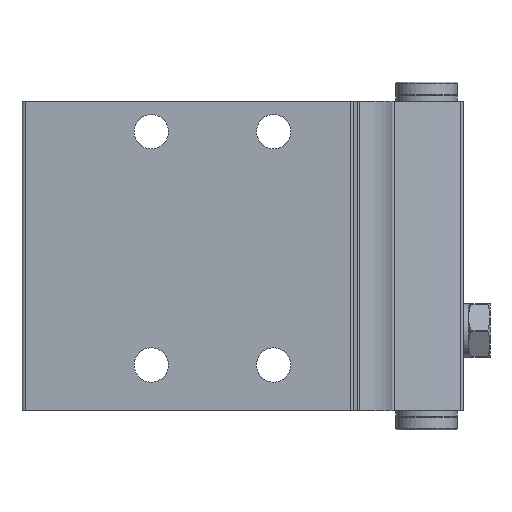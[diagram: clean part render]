
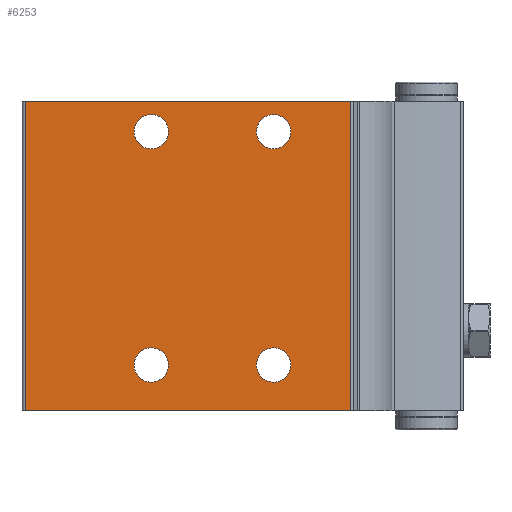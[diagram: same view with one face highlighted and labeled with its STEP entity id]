
A CAD part, front view. The second image highlights one B-rep face of the part: STEP entity #6253.
In plain terms, the highlighted planar face has unit normal (0, -1, 0).
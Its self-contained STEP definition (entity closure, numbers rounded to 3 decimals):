
#138=LINE('',#9962,#697);
#139=LINE('',#9972,#698);
#140=LINE('',#9974,#699);
#141=LINE('',#9976,#700);
#697=VECTOR('',#7839,1000.);
#698=VECTOR('',#7850,1000.);
#699=VECTOR('',#7851,1000.);
#700=VECTOR('',#7852,1000.);
#1241=PLANE('',#7112);
#1497=CIRCLE('',#7113,2.25);
#1498=CIRCLE('',#7114,2.25);
#1499=CIRCLE('',#7115,2.25);
#1500=CIRCLE('',#7116,2.25);
#1804=ORIENTED_EDGE('',*,*,#3502,.F.);
#1805=ORIENTED_EDGE('',*,*,#3503,.F.);
#1806=ORIENTED_EDGE('',*,*,#3504,.F.);
#1807=ORIENTED_EDGE('',*,*,#3505,.F.);
#1808=ORIENTED_EDGE('',*,*,#3506,.F.);
#1809=ORIENTED_EDGE('',*,*,#3501,.F.);
#1810=ORIENTED_EDGE('',*,*,#3507,.T.);
#1811=ORIENTED_EDGE('',*,*,#3508,.T.);
#3501=EDGE_CURVE('',#4345,#4344,#138,.T.);
#3502=EDGE_CURVE('',#4346,#4346,#1497,.T.);
#3503=EDGE_CURVE('',#4347,#4347,#1498,.T.);
#3504=EDGE_CURVE('',#4348,#4348,#1499,.T.);
#3505=EDGE_CURVE('',#4349,#4349,#1500,.T.);
#3506=EDGE_CURVE('',#4344,#4350,#139,.T.);
#3507=EDGE_CURVE('',#4345,#4351,#140,.T.);
#3508=EDGE_CURVE('',#4351,#4350,#141,.T.);
#4344=VERTEX_POINT('',#9959);
#4345=VERTEX_POINT('',#9961);
#4346=VERTEX_POINT('',#9965);
#4347=VERTEX_POINT('',#9967);
#4348=VERTEX_POINT('',#9969);
#4349=VERTEX_POINT('',#9971);
#4350=VERTEX_POINT('',#9973);
#4351=VERTEX_POINT('',#9975);
#5003=EDGE_LOOP('',(#1804));
#5004=EDGE_LOOP('',(#1805));
#5005=EDGE_LOOP('',(#1806));
#5006=EDGE_LOOP('',(#1807));
#5007=EDGE_LOOP('',(#1808,#1809,#1810,#1811));
#5584=FACE_BOUND('',#5003,.T.);
#5585=FACE_BOUND('',#5004,.T.);
#5586=FACE_BOUND('',#5005,.T.);
#5587=FACE_BOUND('',#5006,.T.);
#5588=FACE_BOUND('',#5007,.T.);
#6253=ADVANCED_FACE('',(#5584,#5585,#5586,#5587,#5588),#1241,.T.);
#7112=AXIS2_PLACEMENT_3D('',#9963,#7840,#7841);
#7113=AXIS2_PLACEMENT_3D('',#9964,#7842,#7843);
#7114=AXIS2_PLACEMENT_3D('',#9966,#7844,#7845);
#7115=AXIS2_PLACEMENT_3D('',#9968,#7846,#7847);
#7116=AXIS2_PLACEMENT_3D('',#9970,#7848,#7849);
#7839=DIRECTION('',(0.,0.,1.));
#7840=DIRECTION('',(0.,-1.,0.));
#7841=DIRECTION('',(0.,0.,-1.));
#7842=DIRECTION('',(0.,-1.,0.));
#7843=DIRECTION('',(0.,0.,-1.));
#7844=DIRECTION('',(0.,-1.,0.));
#7845=DIRECTION('',(0.,0.,-1.));
#7846=DIRECTION('',(0.,-1.,0.));
#7847=DIRECTION('',(0.,0.,-1.));
#7848=DIRECTION('',(0.,-1.,0.));
#7849=DIRECTION('',(0.,0.,-1.));
#7850=DIRECTION('',(1.,0.,0.));
#7851=DIRECTION('',(1.,0.,0.));
#7852=DIRECTION('',(0.,0.,1.));
#9959=CARTESIAN_POINT('',(-18.069,0.,0.));
#9961=CARTESIAN_POINT('',(-18.069,0.,-40.5));
#9962=CARTESIAN_POINT('',(-18.069,0.,-40.5));
#9963=CARTESIAN_POINT('',(-18.069,0.,-40.5));
#9964=CARTESIAN_POINT('',(-8.,0.,-6.));
#9965=CARTESIAN_POINT('',(-8.,0.,-8.25));
#9966=CARTESIAN_POINT('',(-8.,0.,-36.5));
#9967=CARTESIAN_POINT('',(-8.,0.,-38.75));
#9968=CARTESIAN_POINT('',(8.,0.,-36.5));
#9969=CARTESIAN_POINT('',(8.,0.,-38.75));
#9970=CARTESIAN_POINT('',(8.,0.,-6.));
#9971=CARTESIAN_POINT('',(8.,0.,-8.25));
#9972=CARTESIAN_POINT('',(-18.069,0.,0.));
#9973=CARTESIAN_POINT('',(24.5,0.,0.));
#9974=CARTESIAN_POINT('',(-18.069,0.,-40.5));
#9975=CARTESIAN_POINT('',(24.5,0.,-40.5));
#9976=CARTESIAN_POINT('',(24.5,0.,-40.5));
